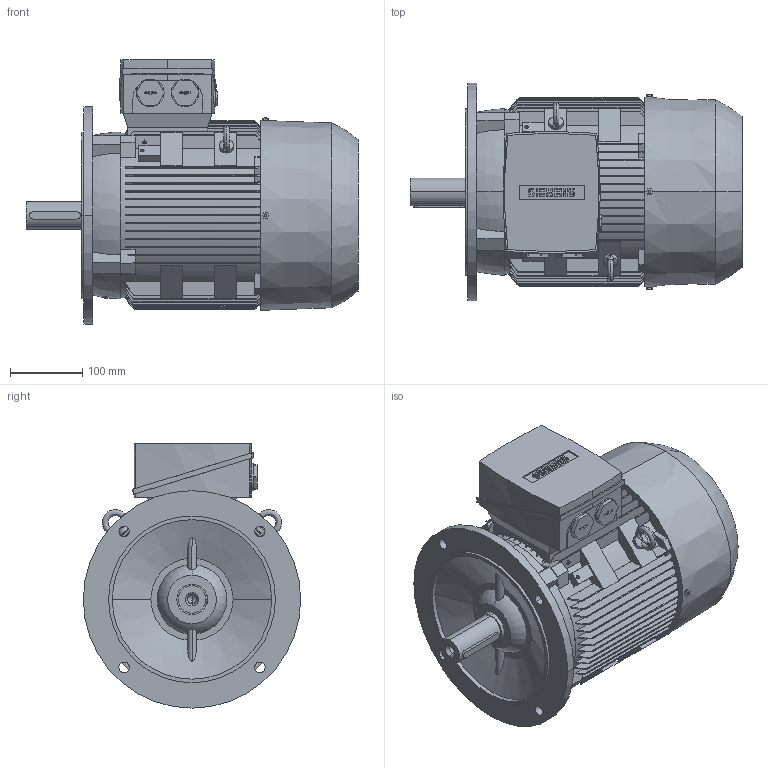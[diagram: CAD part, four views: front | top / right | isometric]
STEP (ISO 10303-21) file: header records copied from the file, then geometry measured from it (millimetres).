
FILE_DESCRIPTION(('STEP AP214'),'1');
FILE_NAME('cctmp_09C901DE-963E-49A9-95F3-5C3EF973E0BA_2023_06_26_14_57_46_0423..stp','2023-06-26T12:57:47',('SIEMENS A&D'),('CADClick - www.CADClick.com'),'Spatial InterOp 3D',' ','unknown authorization');
FILE_SCHEMA(('AUTOMOTIVE_DESIGN'));
Length unit declared in the file: millimetre
Products named in the file (1): 1
Bounding box: 458 x 300 x 364.5 mm (x, y, z)
Volume: 19063874.7 mm3; surface area: 848310.9 mm2
Topology: 7 solids, 7 shells, 897 faces, 2458 edges, 1617 vertices
Faces by surface type: plane 529, cylinder 214, torus 130, cone 20, sphere 4
Entity records: 42546 total; most frequent: CARTESIAN_POINT 12960, ORIENTED_EDGE 4912, DIRECTION 4308, EDGE_CURVE 2456, VERTEX_POINT 1617, LINE 1450, VECTOR 1450, AXIS2_PLACEMENT_3D 1429
